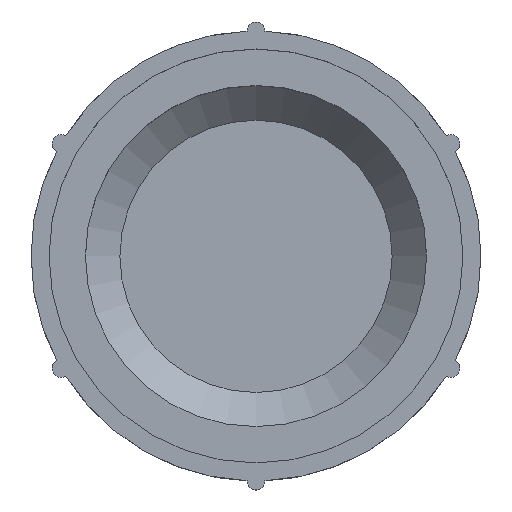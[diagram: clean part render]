
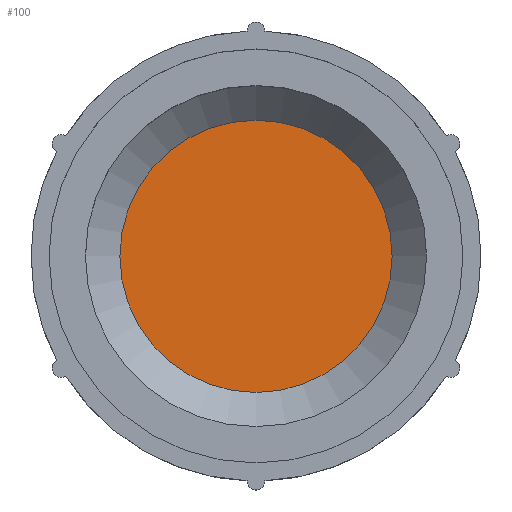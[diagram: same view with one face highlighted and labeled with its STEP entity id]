
A CAD part, top view. The second image highlights one B-rep face of the part: STEP entity #100.
In plain terms, the highlighted planar face has unit normal (0, 0, 1).
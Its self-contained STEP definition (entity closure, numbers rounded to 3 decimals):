
#100 = ADVANCED_FACE( '', ( #204 ), #205, .F. );
#204 = FACE_OUTER_BOUND( '', #303, .T. );
#205 = PLANE( '', #304 );
#303 = EDGE_LOOP( '', ( #508 ) );
#304 = AXIS2_PLACEMENT_3D( '', #509, #510, #511 );
#508 = ORIENTED_EDGE( '', *, *, #604, .T. );
#509 = CARTESIAN_POINT( '', ( 0., 0., 1. ) );
#510 = DIRECTION( '', ( 0., 0., -1. ) );
#511 = DIRECTION( '', ( -1., 0., 0. ) );
#604 = EDGE_CURVE( '', #724, #724, #725, .T. );
#724 = VERTEX_POINT( '', #902 );
#725 = CIRCLE( '', #903, 7.563 );
#902 = CARTESIAN_POINT( '', ( 7.563, 0., 1. ) );
#903 = AXIS2_PLACEMENT_3D( '', #1032, #1033, #1034 );
#1032 = CARTESIAN_POINT( '', ( 0., 0., 1. ) );
#1033 = DIRECTION( '', ( 0., 0., 1. ) );
#1034 = DIRECTION( '', ( 1., 0., 0. ) );
